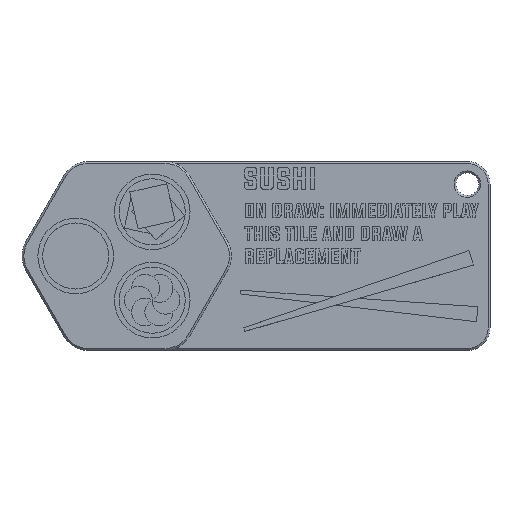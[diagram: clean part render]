
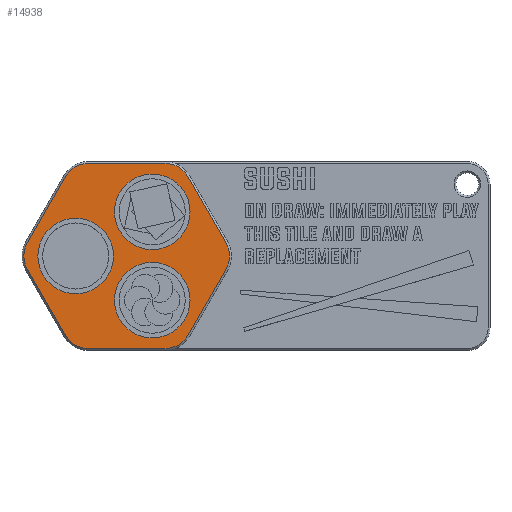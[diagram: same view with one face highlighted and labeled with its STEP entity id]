
A CAD part, top view. The second image highlights one B-rep face of the part: STEP entity #14938.
In plain terms, the highlighted planar face has unit normal (0, 0, 1).
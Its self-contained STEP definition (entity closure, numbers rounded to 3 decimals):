
#451=FACE_BOUND('',#2116,.T.);
#452=FACE_BOUND('',#2117,.T.);
#453=FACE_BOUND('',#2118,.T.);
#575=PLANE('',#15889);
#1273=FACE_OUTER_BOUND('',#2115,.T.);
#2115=EDGE_LOOP('',(#10731,#10732,#10733,#10734,#10735,#10736,#10737,#10738,
#10739,#10740,#10741,#10742));
#2116=EDGE_LOOP('',(#10743));
#2117=EDGE_LOOP('',(#10744));
#2118=EDGE_LOOP('',(#10745));
#3033=LINE('',#20289,#4907);
#3037=LINE('',#20303,#4911);
#3041=LINE('',#20315,#4915);
#3045=LINE('',#20329,#4919);
#3049=LINE('',#20341,#4923);
#3053=LINE('',#20352,#4927);
#4907=VECTOR('',#16839,10.);
#4911=VECTOR('',#16853,10.);
#4915=VECTOR('',#16865,10.);
#4919=VECTOR('',#16879,10.);
#4923=VECTOR('',#16891,10.);
#4927=VECTOR('',#16903,10.);
#6745=CIRCLE('',#15856,7.);
#6748=CIRCLE('',#15861,7.);
#6750=CIRCLE('',#15865,7.);
#6753=CIRCLE('',#15870,7.);
#6755=CIRCLE('',#15874,7.);
#6757=CIRCLE('',#15878,7.);
#6760=CIRCLE('',#15890,10.);
#6761=CIRCLE('',#15891,10.);
#6762=CIRCLE('',#15892,10.);
#6850=VERTEX_POINT('',#20279);
#6853=VERTEX_POINT('',#20284);
#6854=VERTEX_POINT('',#20288);
#6856=VERTEX_POINT('',#20294);
#6859=VERTEX_POINT('',#20302);
#6861=VERTEX_POINT('',#20308);
#6863=VERTEX_POINT('',#20314);
#6865=VERTEX_POINT('',#20320);
#6868=VERTEX_POINT('',#20328);
#6870=VERTEX_POINT('',#20334);
#6872=VERTEX_POINT('',#20340);
#6874=VERTEX_POINT('',#20346);
#6884=VERTEX_POINT('',#20383);
#6885=VERTEX_POINT('',#20385);
#6886=VERTEX_POINT('',#20387);
#8348=EDGE_CURVE('',#6853,#6850,#6745,.T.);
#8349=EDGE_CURVE('',#6850,#6854,#3033,.T.);
#8355=EDGE_CURVE('',#6854,#6856,#6748,.T.);
#8356=EDGE_CURVE('',#6856,#6859,#3037,.T.);
#8361=EDGE_CURVE('',#6859,#6861,#6750,.T.);
#8362=EDGE_CURVE('',#6861,#6863,#3041,.T.);
#8368=EDGE_CURVE('',#6863,#6865,#6753,.T.);
#8369=EDGE_CURVE('',#6865,#6868,#3045,.T.);
#8374=EDGE_CURVE('',#6868,#6870,#6755,.T.);
#8375=EDGE_CURVE('',#6870,#6872,#3049,.T.);
#8380=EDGE_CURVE('',#6872,#6874,#6757,.T.);
#8381=EDGE_CURVE('',#6874,#6853,#3053,.T.);
#8397=EDGE_CURVE('',#6884,#6884,#6760,.T.);
#8398=EDGE_CURVE('',#6885,#6885,#6761,.T.);
#8399=EDGE_CURVE('',#6886,#6886,#6762,.T.);
#10731=ORIENTED_EDGE('',*,*,#8348,.F.);
#10732=ORIENTED_EDGE('',*,*,#8381,.F.);
#10733=ORIENTED_EDGE('',*,*,#8380,.F.);
#10734=ORIENTED_EDGE('',*,*,#8375,.F.);
#10735=ORIENTED_EDGE('',*,*,#8374,.F.);
#10736=ORIENTED_EDGE('',*,*,#8369,.F.);
#10737=ORIENTED_EDGE('',*,*,#8368,.F.);
#10738=ORIENTED_EDGE('',*,*,#8362,.F.);
#10739=ORIENTED_EDGE('',*,*,#8361,.F.);
#10740=ORIENTED_EDGE('',*,*,#8356,.F.);
#10741=ORIENTED_EDGE('',*,*,#8355,.F.);
#10742=ORIENTED_EDGE('',*,*,#8349,.F.);
#10743=ORIENTED_EDGE('',*,*,#8397,.T.);
#10744=ORIENTED_EDGE('',*,*,#8398,.T.);
#10745=ORIENTED_EDGE('',*,*,#8399,.T.);
#14938=ADVANCED_FACE('',(#1273,#451,#452,#453),#575,.T.);
#15856=AXIS2_PLACEMENT_3D('',#20286,#16835,#16836);
#15861=AXIS2_PLACEMENT_3D('',#20300,#16849,#16850);
#15865=AXIS2_PLACEMENT_3D('',#20312,#16861,#16862);
#15870=AXIS2_PLACEMENT_3D('',#20326,#16875,#16876);
#15874=AXIS2_PLACEMENT_3D('',#20338,#16887,#16888);
#15878=AXIS2_PLACEMENT_3D('',#20350,#16899,#16900);
#15889=AXIS2_PLACEMENT_3D('',#20382,#16934,#16935);
#15890=AXIS2_PLACEMENT_3D('',#20384,#16936,#16937);
#15891=AXIS2_PLACEMENT_3D('',#20386,#16938,#16939);
#15892=AXIS2_PLACEMENT_3D('',#20388,#16940,#16941);
#16835=DIRECTION('center_axis',(0.,0.,-1.));
#16836=DIRECTION('ref_axis',(-0.5,0.866,0.));
#16839=DIRECTION('',(1.,0.,0.));
#16849=DIRECTION('center_axis',(0.,0.,-1.));
#16850=DIRECTION('ref_axis',(0.5,0.866,0.));
#16853=DIRECTION('',(0.5,-0.866,0.));
#16861=DIRECTION('center_axis',(0.,0.,-1.));
#16862=DIRECTION('ref_axis',(1.,0.,0.));
#16865=DIRECTION('',(-0.5,-0.866,0.));
#16875=DIRECTION('center_axis',(0.,0.,-1.));
#16876=DIRECTION('ref_axis',(0.5,-0.866,0.));
#16879=DIRECTION('',(-1.,0.,0.));
#16887=DIRECTION('center_axis',(0.,0.,-1.));
#16888=DIRECTION('ref_axis',(-0.5,-0.866,0.));
#16891=DIRECTION('',(-0.5,0.866,0.));
#16899=DIRECTION('center_axis',(0.,0.,-1.));
#16900=DIRECTION('ref_axis',(-1.,0.,0.));
#16903=DIRECTION('',(0.5,0.866,0.));
#16934=DIRECTION('center_axis',(0.,0.,1.));
#16935=DIRECTION('ref_axis',(1.,0.,0.));
#16936=DIRECTION('center_axis',(0.,0.,-1.));
#16937=DIRECTION('ref_axis',(-0.5,0.866,0.));
#16938=DIRECTION('center_axis',(0.,0.,-1.));
#16939=DIRECTION('ref_axis',(1.,0.,0.));
#16940=DIRECTION('center_axis',(0.,0.,-1.));
#16941=DIRECTION('ref_axis',(-0.5,-0.866,0.));
#20279=CARTESIAN_POINT('',(-10.104,124.5,2.5));
#20284=CARTESIAN_POINT('',(-16.166,121.,2.5));
#20286=CARTESIAN_POINT('Origin',(-10.104,117.5,2.5));
#20288=CARTESIAN_POINT('',(10.104,124.5,2.5));
#20289=CARTESIAN_POINT('',(48.066,124.5,2.5));
#20294=CARTESIAN_POINT('',(16.166,121.,2.5));
#20300=CARTESIAN_POINT('Origin',(10.104,117.5,2.5));
#20302=CARTESIAN_POINT('',(26.269,103.5,2.5));
#20303=CARTESIAN_POINT('',(24.826,106.,2.5));
#20308=CARTESIAN_POINT('',(26.269,96.5,2.5));
#20312=CARTESIAN_POINT('Origin',(20.207,100.,2.5));
#20314=CARTESIAN_POINT('',(16.166,79.,2.5));
#20315=CARTESIAN_POINT('',(17.609,81.5,2.5));
#20320=CARTESIAN_POINT('',(10.104,75.5,2.5));
#20326=CARTESIAN_POINT('Origin',(10.104,82.5,2.5));
#20328=CARTESIAN_POINT('',(-10.104,75.5,2.5));
#20329=CARTESIAN_POINT('',(-7.217,75.5,2.5));
#20334=CARTESIAN_POINT('',(-16.166,79.,2.5));
#20338=CARTESIAN_POINT('Origin',(-10.104,82.5,2.5));
#20340=CARTESIAN_POINT('',(-26.269,96.5,2.5));
#20341=CARTESIAN_POINT('',(-24.826,94.,2.5));
#20346=CARTESIAN_POINT('',(-26.269,103.5,2.5));
#20350=CARTESIAN_POINT('Origin',(-20.207,100.,2.5));
#20352=CARTESIAN_POINT('',(-17.609,118.5,2.5));
#20382=CARTESIAN_POINT('Origin',(0.,100.,2.5));
#20383=CARTESIAN_POINT('',(11.75,79.648,2.5));
#20384=CARTESIAN_POINT('Origin',(6.75,88.309,2.5));
#20385=CARTESIAN_POINT('',(-23.5,100.,2.5));
#20386=CARTESIAN_POINT('Origin',(-13.5,100.,2.5));
#20387=CARTESIAN_POINT('',(11.75,120.352,2.5));
#20388=CARTESIAN_POINT('Origin',(6.75,111.691,2.5));
